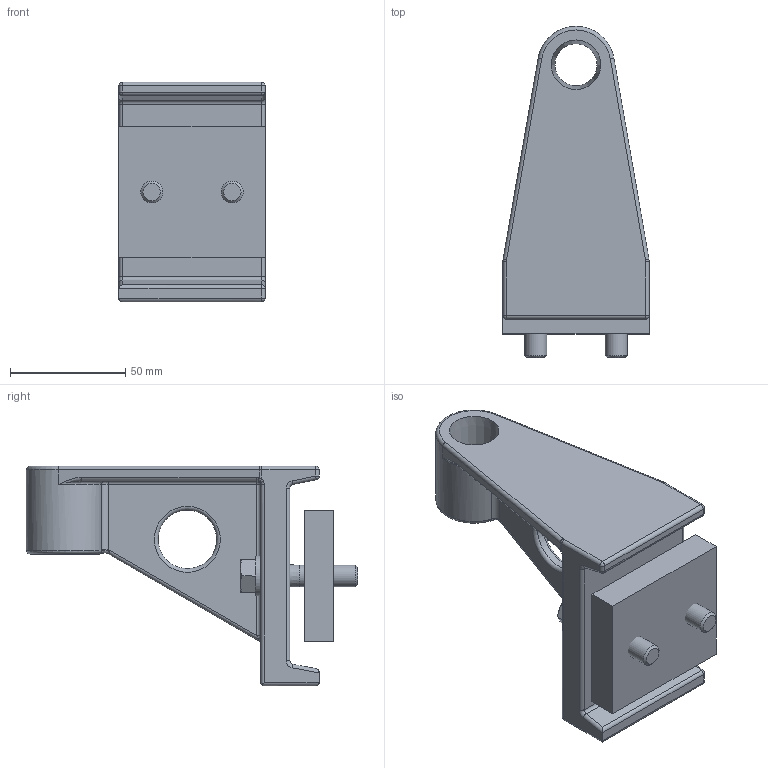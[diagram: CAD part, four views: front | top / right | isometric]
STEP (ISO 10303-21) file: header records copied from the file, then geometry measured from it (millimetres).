
FILE_DESCRIPTION((''),'2;1');
FILE_NAME('25290.stp','2009-10-13T07:16:15',('jholman'),(''),'Autodesk Inventor 2009','Autodesk Inventor 2009','');
FILE_SCHEMA(('AUTOMOTIVE_DESIGN { 1 0 10303 214 1 1 1 1 }'));
Length unit declared in the file: inch
Products named in the file (5): 3D11ALB4C; 3D11F5B4C; 3D1138B4B; Hex Bolt - UNC (Regular Thread - Inch) 3/8-16 UNC - 1.75; Regular Helical Spring Lock Washer (Inch) 3/8  Regular. Carbon Steel
Assembly tree (6 placements, depth 2):
  3D11ALB4C
    3D11F5B4C
    3D1138B4B
    Hex Bolt - UNC (Regular Thread - Inch) 3/8-16 UNC - 1.75  x2
    Regular Helical Spring Lock Washer (Inch) 3/8  Regular. Carbon Steel  x2
Bounding box: 63.5 x 143.66 x 95.25 mm (x, y, z)
Volume: 204406.5 mm3; surface area: 55222.9 mm2
Topology: 6 solids, 6 shells, 177 faces, 403 edges, 233 vertices
Faces by surface type: plane 62, cylinder 54, bspline 27, cone 18, torus 10, sphere 6
Full cylindrical faces by diameter (mm): 9.525 x2, 9.855 x2, 14.288 x2
Entity records: 4976 total; most frequent: CARTESIAN_POINT 1683, DIRECTION 683, ORIENTED_EDGE 620, EDGE_CURVE 310, AXIS2_PLACEMENT_3D 280, VERTEX_POINT 188, EDGE_LOOP 172, FACE_OUTER_BOUND 145
